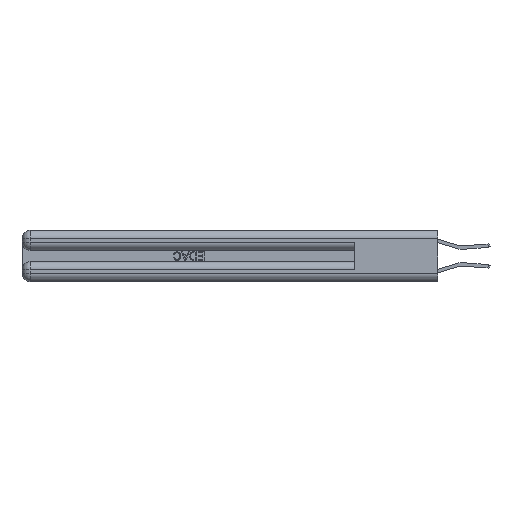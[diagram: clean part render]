
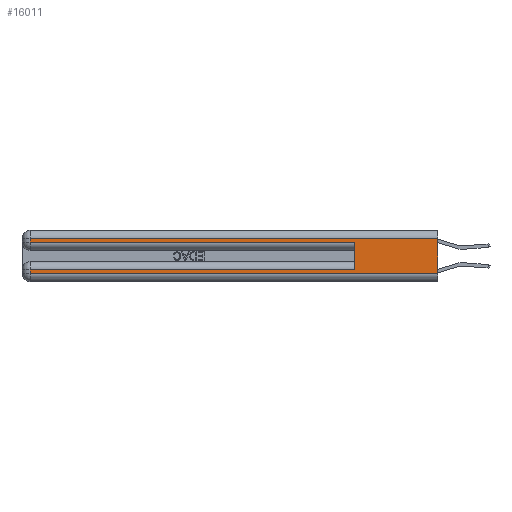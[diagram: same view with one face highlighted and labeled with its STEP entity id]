
A CAD part, left-side view. The second image highlights one B-rep face of the part: STEP entity #16011.
In plain terms, the highlighted planar face has unit normal (-1, 0, 0).
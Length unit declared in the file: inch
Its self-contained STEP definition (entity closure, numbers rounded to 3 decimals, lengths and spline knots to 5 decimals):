
#2849 = DIRECTION ( 'NONE',  ( 0., 0., -1. ) ) ;
#3541 = ORIENTED_EDGE ( 'NONE', *, *, #33096, .F. ) ;
#3755 = EDGE_CURVE ( 'NONE', #29532, #4965, #12146, .T. ) ;
#4032 = VERTEX_POINT ( 'NONE', #5662 ) ;
#4284 = DIRECTION ( 'NONE',  ( 0., -1., 0. ) ) ;
#4479 = VERTEX_POINT ( 'NONE', #16007 ) ;
#4504 = LINE ( 'NONE', #18722, #25680 ) ;
#4592 = CARTESIAN_POINT ( 'NONE',  ( 0., 0., 0.085 ) ) ;
#4700 = DIRECTION ( 'NONE',  ( 0., 0., -1. ) ) ;
#4965 = VERTEX_POINT ( 'NONE', #14098 ) ;
#5351 = CARTESIAN_POINT ( 'NONE',  ( 0., 0., 0.06 ) ) ;
#5662 = CARTESIAN_POINT ( 'NONE',  ( 0., 2.94, 0.06 ) ) ;
#6264 = DIRECTION ( 'NONE',  ( 0., 0., 1. ) ) ;
#6364 = VECTOR ( 'NONE', #2849, 39.37008 ) ;
#6401 = VECTOR ( 'NONE', #25881, 39.37008 ) ;
#6513 = LINE ( 'NONE', #22177, #28737 ) ;
#7323 = VERTEX_POINT ( 'NONE', #25694 ) ;
#7794 = CARTESIAN_POINT ( 'NONE',  ( 0., 2.94, 0.37 ) ) ;
#9104 = VECTOR ( 'NONE', #12522, 39.37008 ) ;
#9571 = EDGE_CURVE ( 'NONE', #20961, #4032, #4504, .T. ) ;
#10307 = DIRECTION ( 'NONE',  ( 0., 0., -1. ) ) ;
#10324 = EDGE_CURVE ( 'NONE', #29532, #20961, #12928, .T. ) ;
#11195 = ORIENTED_EDGE ( 'NONE', *, *, #30348, .T. ) ;
#11439 = VERTEX_POINT ( 'NONE', #33064 ) ;
#12146 = LINE ( 'NONE', #29624, #30894 ) ;
#12522 = DIRECTION ( 'NONE',  ( 0., 1., 0. ) ) ;
#12641 = ORIENTED_EDGE ( 'NONE', *, *, #10324, .T. ) ;
#12928 = LINE ( 'NONE', #4592, #6401 ) ;
#12979 = CARTESIAN_POINT ( 'NONE',  ( 0., 0., 0.31 ) ) ;
#14098 = CARTESIAN_POINT ( 'NONE',  ( 0., 0.6, 0.285 ) ) ;
#15079 = CARTESIAN_POINT ( 'NONE',  ( 0., 0., 0.31 ) ) ;
#15425 = ORIENTED_EDGE ( 'NONE', *, *, #29495, .T. ) ;
#16007 = CARTESIAN_POINT ( 'NONE',  ( 0., 2.94, 0.285 ) ) ;
#16011 = ADVANCED_FACE ( 'NONE', ( #30623 ), #23242, .F. ) ;
#16251 = VECTOR ( 'NONE', #4700, 39.37008 ) ;
#17279 = CARTESIAN_POINT ( 'NONE',  ( 0., 0.6, 0.085 ) ) ;
#18107 = ORIENTED_EDGE ( 'NONE', *, *, #23383, .T. ) ;
#18285 = LINE ( 'NONE', #5351, #29921 ) ;
#18722 = CARTESIAN_POINT ( 'NONE',  ( 0., 2.94, 0.37 ) ) ;
#19574 = ORIENTED_EDGE ( 'NONE', *, *, #32028, .T. ) ;
#20863 = CARTESIAN_POINT ( 'NONE',  ( 0., 0., 0.37 ) ) ;
#20961 = VERTEX_POINT ( 'NONE', #26611 ) ;
#21976 = DIRECTION ( 'NONE',  ( 0., 0., -1. ) ) ;
#22177 = CARTESIAN_POINT ( 'NONE',  ( 0., 0., 0.285 ) ) ;
#23242 = PLANE ( 'NONE',  #25671 ) ;
#23266 = LINE ( 'NONE', #7794, #6364 ) ;
#23383 = EDGE_CURVE ( 'NONE', #7323, #4479, #23266, .T. ) ;
#23577 = DIRECTION ( 'NONE',  ( 0., -1., 0. ) ) ;
#24464 = ORIENTED_EDGE ( 'NONE', *, *, #3755, .F. ) ;
#25671 = AXIS2_PLACEMENT_3D ( 'NONE', #20863, #25710, #10307 ) ;
#25680 = VECTOR ( 'NONE', #21976, 39.37008 ) ;
#25694 = CARTESIAN_POINT ( 'NONE',  ( 0., 2.94, 0.31 ) ) ;
#25710 = DIRECTION ( 'NONE',  ( 1., 0., 0. ) ) ;
#25881 = DIRECTION ( 'NONE',  ( 0., 1., 0. ) ) ;
#26215 = EDGE_LOOP ( 'NONE', ( #3541, #15425, #18107, #11195, #24464, #12641, #30895, #19574 ) ) ;
#26611 = CARTESIAN_POINT ( 'NONE',  ( 0., 2.94, 0.085 ) ) ;
#27532 = LINE ( 'NONE', #15079, #9104 ) ;
#28700 = VERTEX_POINT ( 'NONE', #12979 ) ;
#28737 = VECTOR ( 'NONE', #4284, 39.37008 ) ;
#29495 = EDGE_CURVE ( 'NONE', #28700, #7323, #27532, .T. ) ;
#29532 = VERTEX_POINT ( 'NONE', #17279 ) ;
#29624 = CARTESIAN_POINT ( 'NONE',  ( 0., 0.6, 0.145 ) ) ;
#29921 = VECTOR ( 'NONE', #23577, 39.37008 ) ;
#30348 = EDGE_CURVE ( 'NONE', #4479, #4965, #6513, .T. ) ;
#30623 = FACE_OUTER_BOUND ( 'NONE', #26215, .T. ) ;
#30629 = LINE ( 'NONE', #30951, #16251 ) ;
#30894 = VECTOR ( 'NONE', #6264, 39.37008 ) ;
#30895 = ORIENTED_EDGE ( 'NONE', *, *, #9571, .T. ) ;
#30951 = CARTESIAN_POINT ( 'NONE',  ( 0., 0., 0.37 ) ) ;
#32028 = EDGE_CURVE ( 'NONE', #4032, #11439, #18285, .T. ) ;
#33064 = CARTESIAN_POINT ( 'NONE',  ( 0., 0., 0.06 ) ) ;
#33096 = EDGE_CURVE ( 'NONE', #28700, #11439, #30629, .T. ) ;
